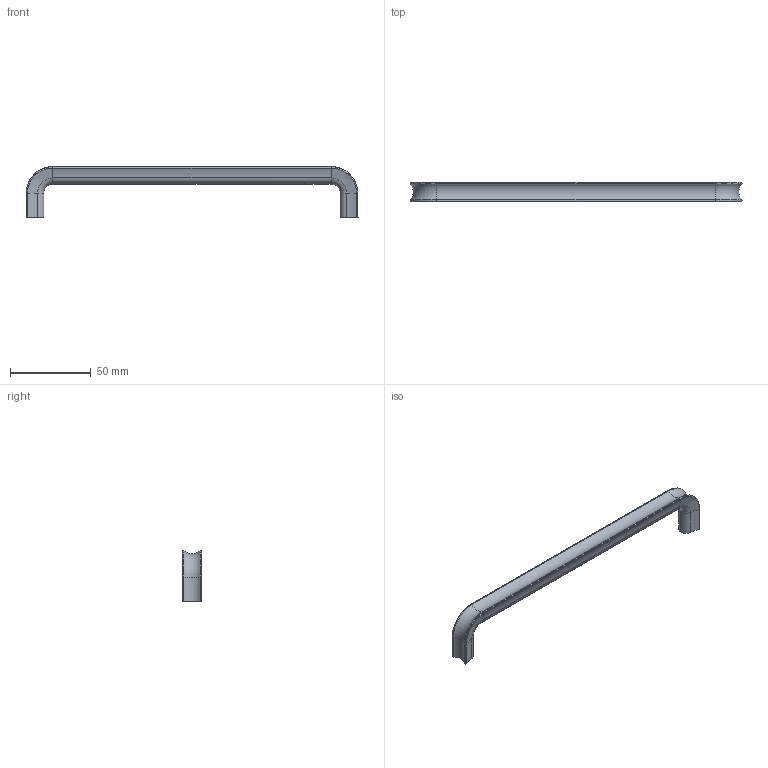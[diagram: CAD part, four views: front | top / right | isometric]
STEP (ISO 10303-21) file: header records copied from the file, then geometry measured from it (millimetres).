
FILE_DESCRIPTION(/* description */ (''),/* implementation_level */ '2;1');
FILE_NAME(/* name */ '0603_192_01.stp',/* time_stamp */ '2023-01-03T09:01:29+01:00',/* author */ ('jferrer'),/* organization */ ('unknown'),/* preprocessor_version */ 'ST-DEVELOPER v18.1',/* originating_system */ 'Autodesk Inventor 2022',/* authorisation */ '');
FILE_SCHEMA (('CONFIG_CONTROL_DESIGN'));
Length unit declared in the file: millimetre
Products named in the file (1): 0603_192_00
Bounding box: 204.96 x 12.1 x 31.48 mm (x, y, z)
Volume: 20167.7 mm3; surface area: 9928.7 mm2
Topology: 1 solids, 1 shells, 125 faces, 298 edges, 187 vertices
Faces by surface type: plane 56, cylinder 45, torus 12, cone 8, bspline 4
Full cylindrical faces by diameter (mm): 1.548 x1, 3.242 x2
Entity records: 3976 total; most frequent: CARTESIAN_POINT 948, DIRECTION 623, ORIENTED_EDGE 592, EDGE_CURVE 296, AXIS2_PLACEMENT_3D 229, VERTEX_POINT 187, LINE 165, VECTOR 165
